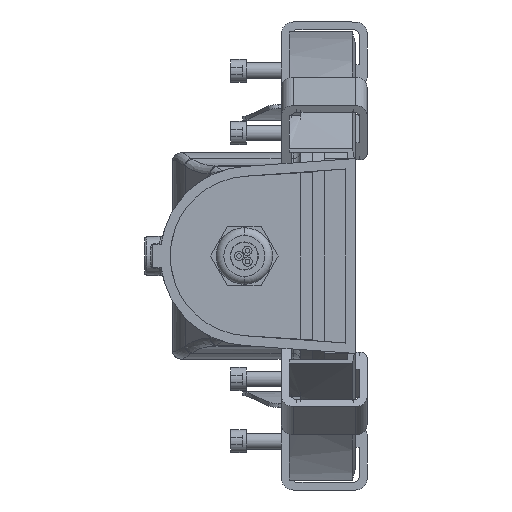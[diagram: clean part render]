
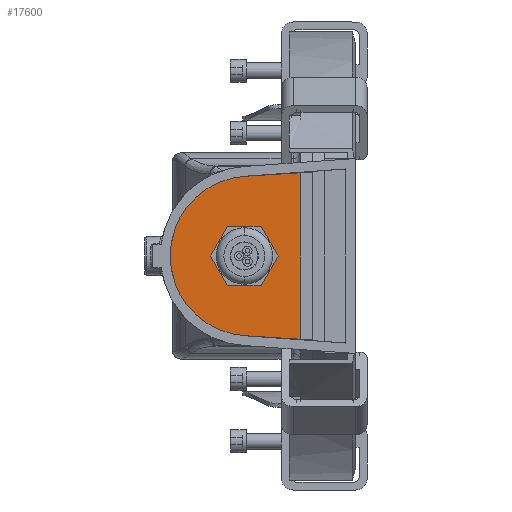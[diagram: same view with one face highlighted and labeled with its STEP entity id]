
A CAD part, left-side view. The second image highlights one B-rep face of the part: STEP entity #17600.
In plain terms, the highlighted planar face has unit normal (-1, 0, 0).
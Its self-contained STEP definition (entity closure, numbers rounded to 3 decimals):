
#343 = CARTESIAN_POINT ( 'NONE',  ( -210., 27., 0. ) ) ;
#368 = DIRECTION ( 'NONE',  ( 0., -0.5, -0.866 ) ) ;
#393 = VERTEX_POINT ( 'NONE', #14055 ) ;
#412 = DIRECTION ( 'NONE',  ( 0., 0., -1. ) ) ;
#1782 = DIRECTION ( 'NONE',  ( -1., 0., 0. ) ) ;
#1973 = DIRECTION ( 'NONE',  ( 1., 0., 0. ) ) ;
#1999 = AXIS2_PLACEMENT_3D ( 'NONE', #12816, #1782, #13019 ) ;
#2022 = CARTESIAN_POINT ( 'NONE',  ( -210., 28.47, 20.447 ) ) ;
#2618 = VECTOR ( 'NONE', #10836, 1000. ) ;
#2644 = CARTESIAN_POINT ( 'NONE',  ( -210., 32.83, 7.5 ) ) ;
#2743 = VECTOR ( 'NONE', #7776, 1000. ) ;
#3363 = VECTOR ( 'NONE', #16038, 1000. ) ;
#3367 = CARTESIAN_POINT ( 'NONE',  ( -210., 19.84, 0. ) ) ;
#3511 = DIRECTION ( 'NONE',  ( 0., 0.998, -0.062 ) ) ;
#3520 = CARTESIAN_POINT ( 'NONE',  ( -210., 14., -21.342 ) ) ;
#3555 = EDGE_CURVE ( 'NONE', #393, #7056, #10768, .T. ) ;
#4391 = ORIENTED_EDGE ( 'NONE', *, *, #12873, .F. ) ;
#4641 = FACE_BOUND ( 'NONE', #5622, .T. ) ;
#4778 = EDGE_CURVE ( 'NONE', #18616, #20774, #14511, .T. ) ;
#4835 = VERTEX_POINT ( 'NONE', #16172 ) ;
#4988 = ORIENTED_EDGE ( 'NONE', *, *, #17073, .T. ) ;
#5154 = EDGE_CURVE ( 'NONE', #12712, #19497, #13752, .T. ) ;
#5244 = CARTESIAN_POINT ( 'NONE',  ( -210., 37.16, 0. ) ) ;
#5272 = VECTOR ( 'NONE', #16603, 1000. ) ;
#5564 = EDGE_CURVE ( 'NONE', #19497, #393, #8165, .T. ) ;
#5622 = EDGE_LOOP ( 'NONE', ( #17931, #4391, #12154, #18290, #6838, #16236 ) ) ;
#6824 = ORIENTED_EDGE ( 'NONE', *, *, #12801, .T. ) ;
#6838 = ORIENTED_EDGE ( 'NONE', *, *, #3555, .F. ) ;
#7056 = VERTEX_POINT ( 'NONE', #16513 ) ;
#7253 = ORIENTED_EDGE ( 'NONE', *, *, #13870, .T. ) ;
#7707 = CARTESIAN_POINT ( 'NONE',  ( -210., 24.17, -7.5 ) ) ;
#7776 = DIRECTION ( 'NONE',  ( 0., -0.5, 0.866 ) ) ;
#8165 = LINE ( 'NONE', #5244, #9184 ) ;
#8275 = EDGE_CURVE ( 'NONE', #7056, #18616, #10616, .T. ) ;
#9184 = VECTOR ( 'NONE', #368, 1000. ) ;
#10014 = DIRECTION ( 'NONE',  ( 0., 1., 0. ) ) ;
#10082 = CARTESIAN_POINT ( 'NONE',  ( -210., 14., -21.342 ) ) ;
#10616 = LINE ( 'NONE', #7707, #2743 ) ;
#10738 = CARTESIAN_POINT ( 'NONE',  ( -210., 28.47, -20.447 ) ) ;
#10768 = LINE ( 'NONE', #19322, #14546 ) ;
#10836 = DIRECTION ( 'NONE',  ( 0., 0.5, -0.866 ) ) ;
#10909 = AXIS2_PLACEMENT_3D ( 'NONE', #343, #1973, #412 ) ;
#11135 = VERTEX_POINT ( 'NONE', #17308 ) ;
#11656 = VECTOR ( 'NONE', #11660, 1000. ) ;
#11660 = DIRECTION ( 'NONE',  ( 0., 0., 1. ) ) ;
#12154 = ORIENTED_EDGE ( 'NONE', *, *, #4778, .F. ) ;
#12176 = VECTOR ( 'NONE', #10014, 1000. ) ;
#12712 = VERTEX_POINT ( 'NONE', #14391 ) ;
#12801 = EDGE_CURVE ( 'NONE', #11135, #4835, #17954, .T. ) ;
#12816 = CARTESIAN_POINT ( 'NONE',  ( -210., 27.205, 0. ) ) ;
#12873 = EDGE_CURVE ( 'NONE', #20774, #12712, #14155, .T. ) ;
#13019 = DIRECTION ( 'NONE',  ( 0., 0., -1. ) ) ;
#13379 = CARTESIAN_POINT ( 'NONE',  ( -210., 19.84, 0. ) ) ;
#13517 = CARTESIAN_POINT ( 'NONE',  ( -210., 37.16, 0. ) ) ;
#13519 = VECTOR ( 'NONE', #3511, 1000. ) ;
#13594 = VERTEX_POINT ( 'NONE', #10738 ) ;
#13752 = LINE ( 'NONE', #2644, #2618 ) ;
#13870 = EDGE_CURVE ( 'NONE', #13594, #11135, #17161, .T. ) ;
#14055 = CARTESIAN_POINT ( 'NONE',  ( -210., 32.83, -7.5 ) ) ;
#14155 = LINE ( 'NONE', #14900, #12176 ) ;
#14391 = CARTESIAN_POINT ( 'NONE',  ( -210., 32.83, 7.5 ) ) ;
#14511 = LINE ( 'NONE', #3367, #3363 ) ;
#14530 = CARTESIAN_POINT ( 'NONE',  ( -210., 14., 21.342 ) ) ;
#14546 = VECTOR ( 'NONE', #20934, 1000. ) ;
#14900 = CARTESIAN_POINT ( 'NONE',  ( -210., 24.17, 7.5 ) ) ;
#14965 = CARTESIAN_POINT ( 'NONE',  ( -210., 24.17, 7.5 ) ) ;
#15755 = VERTEX_POINT ( 'NONE', #2022 ) ;
#16038 = DIRECTION ( 'NONE',  ( 0., 0.5, 0.866 ) ) ;
#16172 = CARTESIAN_POINT ( 'NONE',  ( -210., 14., 21.342 ) ) ;
#16236 = ORIENTED_EDGE ( 'NONE', *, *, #5564, .F. ) ;
#16513 = CARTESIAN_POINT ( 'NONE',  ( -210., 24.17, -7.5 ) ) ;
#16603 = DIRECTION ( 'NONE',  ( 0., -0.998, -0.062 ) ) ;
#17073 = EDGE_CURVE ( 'NONE', #4835, #15755, #18312, .T. ) ;
#17161 = LINE ( 'NONE', #10082, #5272 ) ;
#17308 = CARTESIAN_POINT ( 'NONE',  ( -210., 14., -21.342 ) ) ;
#17600 = ADVANCED_FACE ( 'NONE', ( #18797, #4641 ), #19761, .F. ) ;
#17931 = ORIENTED_EDGE ( 'NONE', *, *, #5154, .F. ) ;
#17954 = LINE ( 'NONE', #3520, #11656 ) ;
#18290 = ORIENTED_EDGE ( 'NONE', *, *, #8275, .F. ) ;
#18312 = LINE ( 'NONE', #14530, #13519 ) ;
#18572 = EDGE_CURVE ( 'NONE', #15755, #13594, #19756, .T. ) ;
#18616 = VERTEX_POINT ( 'NONE', #13379 ) ;
#18797 = FACE_OUTER_BOUND ( 'NONE', #20948, .T. ) ;
#19322 = CARTESIAN_POINT ( 'NONE',  ( -210., 32.83, -7.5 ) ) ;
#19488 = ORIENTED_EDGE ( 'NONE', *, *, #18572, .T. ) ;
#19497 = VERTEX_POINT ( 'NONE', #13517 ) ;
#19756 = CIRCLE ( 'NONE', #1999, 20.486 ) ;
#19761 = PLANE ( 'NONE',  #10909 ) ;
#20774 = VERTEX_POINT ( 'NONE', #14965 ) ;
#20934 = DIRECTION ( 'NONE',  ( 0., -1., 0. ) ) ;
#20948 = EDGE_LOOP ( 'NONE', ( #7253, #6824, #4988, #19488 ) ) ;
